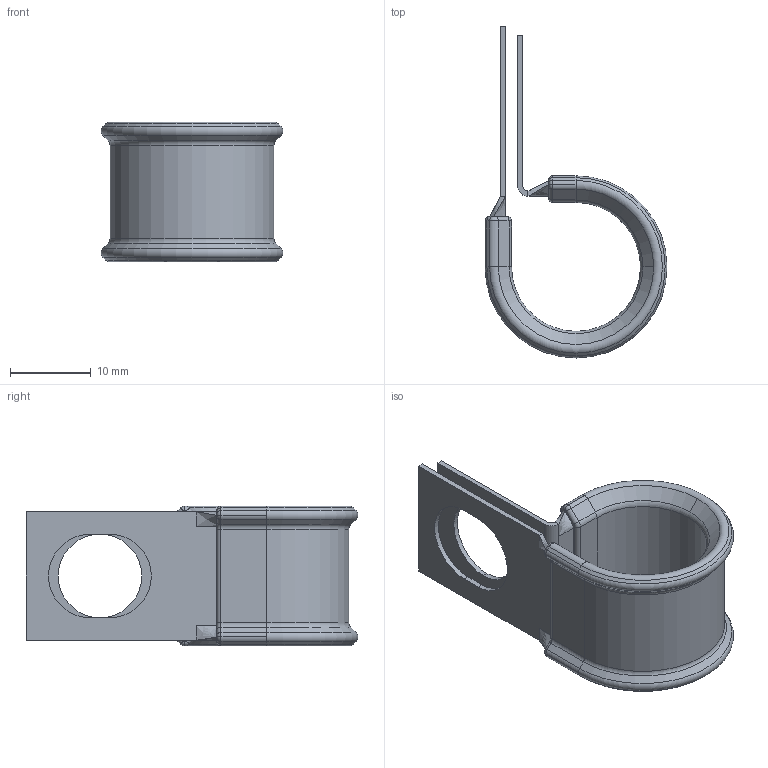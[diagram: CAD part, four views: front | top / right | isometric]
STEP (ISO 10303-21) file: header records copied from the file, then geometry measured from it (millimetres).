
FILE_DESCRIPTION (( 'STEP AP214' ), '1' );
FILE_NAME ('CFV1113Z2.step', '2018-10-31T18:08:03', ( 'User' ), ( 'Microsoft' ), 'SwSTEP 2.0', 'SolidWorks 2018', '' );
FILE_SCHEMA (( 'AUTOMOTIVE_DESIGN' ));
Length unit declared in the file: inch
Products named in the file (1): CFV1113Z2
Bounding box: 22.47 x 40.98 x 17.25 mm (x, y, z)
Volume: 2329.9 mm3; surface area: 3301.7 mm2
Topology: 1 solids, 1 shells, 127 faces, 311 edges, 188 vertices
Faces by surface type: cylinder 44, plane 33, torus 28, bspline 13, cone 9
Entity records: 5653 total; most frequent: CARTESIAN_POINT 1381, DIRECTION 667, ORIENTED_EDGE 622, EDGE_CURVE 311, AXIS2_PLACEMENT_3D 254, VERTEX_POINT 188, LINE 159, VECTOR 159
